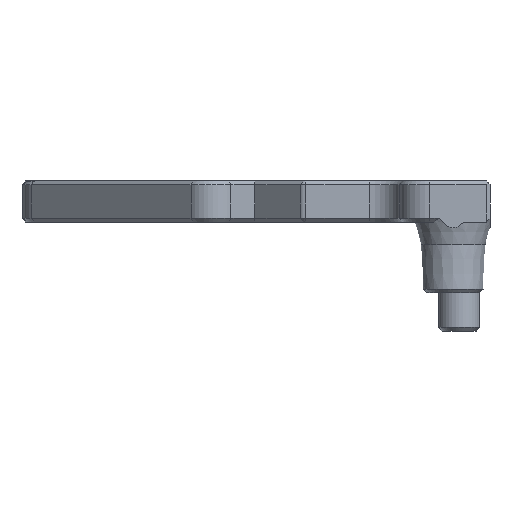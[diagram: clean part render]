
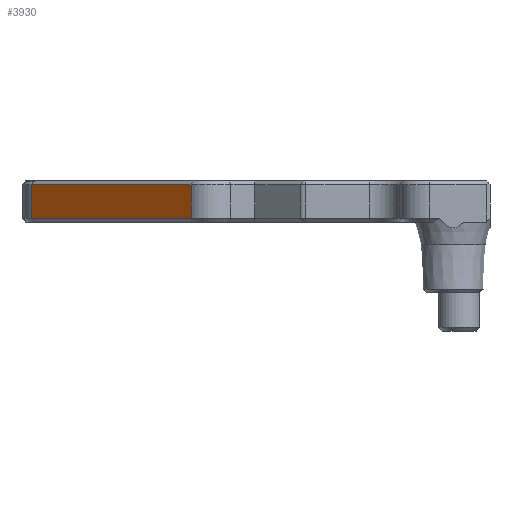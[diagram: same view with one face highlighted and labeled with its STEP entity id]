
A CAD part, front view. The second image highlights one B-rep face of the part: STEP entity #3930.
In plain terms, the highlighted planar face has unit normal (-0.707, -0.707, 0).
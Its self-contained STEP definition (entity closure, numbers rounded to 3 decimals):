
#994=CARTESIAN_POINT('',(464.135,166.13,20.));
#995=VERTEX_POINT('',#994);
#1020=CARTESIAN_POINT('',(442.922,187.343,20.));
#1021=VERTEX_POINT('',#1020);
#1022=CARTESIAN_POINT('',(464.135,166.13,20.));
#1023=DIRECTION('',(-0.707,0.707,-0.));
#1024=VECTOR('',#1023,30.);
#1025=LINE('',#1022,#1024);
#1026=EDGE_CURVE('',#995,#1021,#1025,.T.);
#3855=CARTESIAN_POINT('',(464.135,166.13,24.5));
#3856=VERTEX_POINT('',#3855);
#3864=CARTESIAN_POINT('',(464.135,166.13,20.));
#3865=DIRECTION('',(0.,0.,1.));
#3866=VECTOR('',#3865,4.5);
#3867=LINE('',#3864,#3866);
#3868=EDGE_CURVE('',#995,#3856,#3867,.T.);
#3907=CARTESIAN_POINT('',(442.922,187.343,25.));
#3908=DIRECTION('',(-0.707,-0.707,0.));
#3909=DIRECTION('',(0.707,-0.707,0.));
#3910=AXIS2_PLACEMENT_3D('',#3907,#3908,#3909);
#3911=PLANE('',#3910);
#3912=ORIENTED_EDGE('',*,*,#3868,.T.);
#3913=CARTESIAN_POINT('',(442.922,187.343,24.5));
#3914=VERTEX_POINT('',#3913);
#3915=CARTESIAN_POINT('',(442.922,187.343,24.5));
#3916=DIRECTION('',(0.707,-0.707,0.));
#3917=VECTOR('',#3916,30.);
#3918=LINE('',#3915,#3917);
#3919=EDGE_CURVE('',#3914,#3856,#3918,.T.);
#3920=ORIENTED_EDGE('',*,*,#3919,.F.);
#3921=CARTESIAN_POINT('',(442.922,187.343,20.));
#3922=DIRECTION('',(0.,0.,1.));
#3923=VECTOR('',#3922,4.5);
#3924=LINE('',#3921,#3923);
#3925=EDGE_CURVE('',#1021,#3914,#3924,.T.);
#3926=ORIENTED_EDGE('',*,*,#3925,.F.);
#3927=ORIENTED_EDGE('',*,*,#1026,.F.);
#3928=EDGE_LOOP('',(#3912,#3920,#3926,#3927));
#3929=FACE_BOUND('',#3928,.T.);
#3930=ADVANCED_FACE('',(#3929),#3911,.T.);
